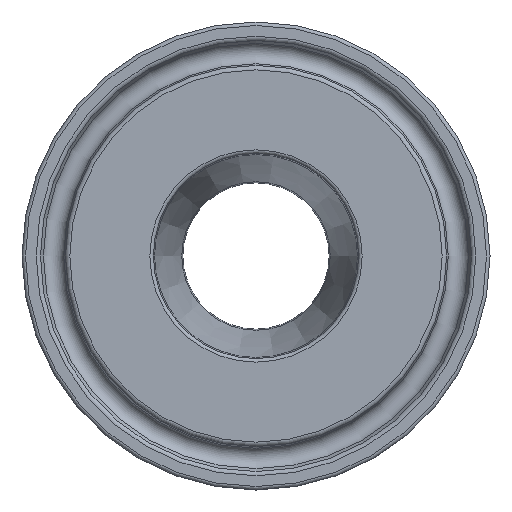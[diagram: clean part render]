
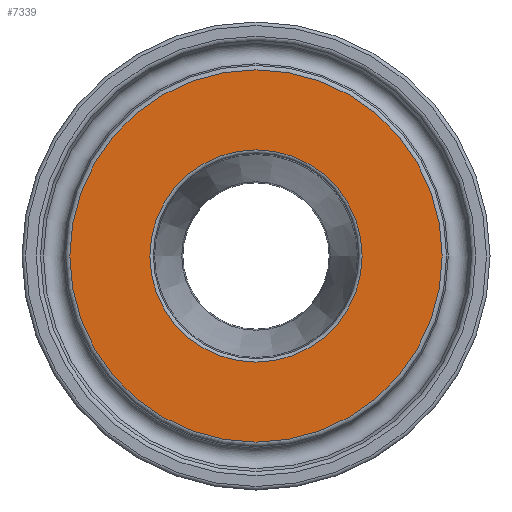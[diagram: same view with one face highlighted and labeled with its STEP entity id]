
A CAD part, left-side view. The second image highlights one B-rep face of the part: STEP entity #7339.
In plain terms, the highlighted planar face has unit normal (-1, 0, 0).
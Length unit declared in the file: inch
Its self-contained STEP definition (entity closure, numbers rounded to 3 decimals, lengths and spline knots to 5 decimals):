
#118=FACE_BOUND('',#1329,.T.);
#306=PLANE('',#7770);
#878=FACE_OUTER_BOUND('',#1328,.T.);
#1328=EDGE_LOOP('',(#6785));
#1329=EDGE_LOOP('',(#6786));
#1538=CIRCLE('',#7769,0.45);
#1539=CIRCLE('',#7771,0.78916);
#3594=VERTEX_POINT('',#16155);
#3595=VERTEX_POINT('',#16158);
#4669=EDGE_CURVE('',#3594,#3594,#1538,.T.);
#4670=EDGE_CURVE('',#3595,#3595,#1539,.T.);
#6785=ORIENTED_EDGE('',*,*,#4670,.F.);
#6786=ORIENTED_EDGE('',*,*,#4669,.F.);
#7339=ADVANCED_FACE('',(#878,#118),#306,.T.);
#7769=AXIS2_PLACEMENT_3D('',#16156,#9102,#9103);
#7770=AXIS2_PLACEMENT_3D('',#16157,#9104,#9105);
#7771=AXIS2_PLACEMENT_3D('',#16159,#9106,#9107);
#9102=DIRECTION('center_axis',(-1.,0.,0.));
#9103=DIRECTION('ref_axis',(0.,-1.,0.));
#9104=DIRECTION('center_axis',(-1.,0.,0.));
#9105=DIRECTION('ref_axis',(0.,0.,1.));
#9106=DIRECTION('center_axis',(1.,0.,0.));
#9107=DIRECTION('ref_axis',(0.,-1.,0.));
#16155=CARTESIAN_POINT('',(-0.5,0.45,0.));
#16156=CARTESIAN_POINT('Origin',(-0.5,0.,0.));
#16157=CARTESIAN_POINT('Origin',(-0.5,0.80316,0.));
#16158=CARTESIAN_POINT('',(-0.5,0.78916,0.));
#16159=CARTESIAN_POINT('Origin',(-0.5,0.,0.));
